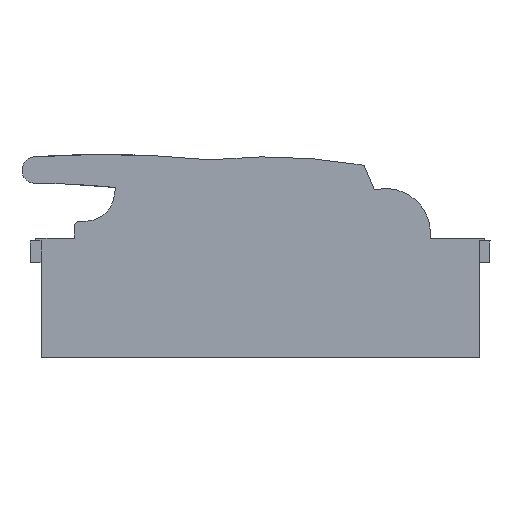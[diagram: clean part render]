
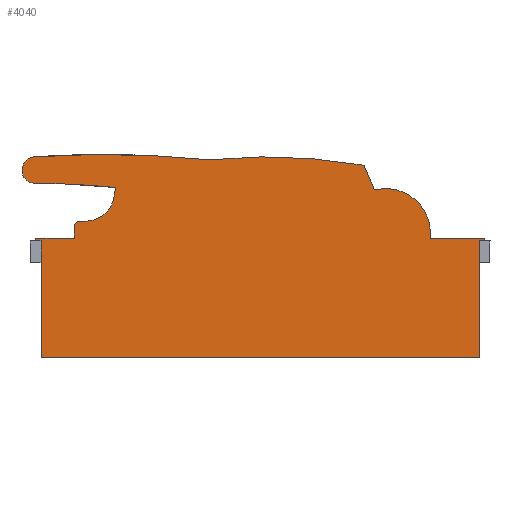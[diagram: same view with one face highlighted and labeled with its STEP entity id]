
A CAD part, left-side view. The second image highlights one B-rep face of the part: STEP entity #4040.
In plain terms, the highlighted planar face has unit normal (-1, 0, 0).
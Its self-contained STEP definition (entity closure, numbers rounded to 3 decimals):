
#478=DIRECTION('',(0.,-1.,0.));
#479=VECTOR('',#478,27.476);
#480=CARTESIAN_POINT('',(-1470.455,170.937,179.614));
#481=LINE('',#480,#479);
#482=DIRECTION('',(0.,-0.009,1.));
#483=VECTOR('',#482,8.204);
#484=CARTESIAN_POINT('',(-1470.455,143.461,179.614));
#485=LINE('',#484,#483);
#486=CARTESIAN_POINT('',(-1470.455,139.389,187.782));
#487=DIRECTION('',(1.,0.,0.));
#488=DIRECTION('',(0.,1.,0.009));
#489=AXIS2_PLACEMENT_3D('',#486,#487,#488);
#491=DIRECTION('',(0.,-1.,-0.009));
#492=VECTOR('',#491,4.001);
#493=CARTESIAN_POINT('',(-1470.455,139.355,191.782));
#494=LINE('',#493,#492);
#495=CARTESIAN_POINT('',(-1470.455,135.179,211.745));
#496=DIRECTION('',(-1.,0.,0.));
#497=DIRECTION('',(0.,0.009,-1.));
#498=AXIS2_PLACEMENT_3D('',#495,#496,#497);
#500=DIRECTION('',(0.,-0.182,0.983));
#501=VECTOR('',#500,7.711);
#502=CARTESIAN_POINT('',(-1470.455,115.515,208.101));
#503=LINE('',#502,#501);
#504=CARTESIAN_POINT('',(-1470.455,170.306,-328.786));
#505=DIRECTION('',(-1.,0.,0.));
#506=DIRECTION('',(0.,-0.103,0.995));
#507=AXIS2_PLACEMENT_3D('',#504,#505,#506);
#509=CARTESIAN_POINT('',(-1470.455,171.304,228.072));
#510=DIRECTION('',(1.,0.,0.));
#511=DIRECTION('',(0.,-0.005,-1.));
#512=AXIS2_PLACEMENT_3D('',#509,#510,#511);
#514=CARTESIAN_POINT('',(-1470.455,122.228,-510.826));
#515=DIRECTION('',(1.,0.,0.));
#516=DIRECTION('',(0.,0.066,0.998));
#517=AXIS2_PLACEMENT_3D('',#514,#515,#516);
#519=CARTESIAN_POINT('',(-1470.455,6.335,-162.581));
#520=DIRECTION('',(1.,0.,0.));
#521=DIRECTION('',(0.,0.102,0.995));
#522=AXIS2_PLACEMENT_3D('',#519,#520,#521);
#524=DIRECTION('',(0.,-0.388,-0.922));
#525=VECTOR('',#524,18.855);
#526=CARTESIAN_POINT('',(-1470.456,-62.765,231.499));
#527=LINE('',#526,#525);
#528=DIRECTION('',(0.,-0.966,-0.257));
#529=VECTOR('',#528,0.755);
#530=CARTESIAN_POINT('',(-1470.456,-70.087,214.124));
#531=LINE('',#530,#529);
#532=CARTESIAN_POINT('',(-1470.456,-78.379,183.238));
#533=DIRECTION('',(1.,0.,0.));
#534=DIRECTION('',(0.,0.239,0.971));
#535=AXIS2_PLACEMENT_3D('',#532,#533,#534);
#537=DIRECTION('',(0.,-1.,0.));
#538=VECTOR('',#537,38.64);
#539=CARTESIAN_POINT('',(-1470.456,-109.78,179.614));
#540=LINE('',#539,#538);
#541=DIRECTION('',(0.,0.,-1.));
#542=VECTOR('',#541,2.);
#543=CARTESIAN_POINT('',(-1470.456,-148.42,179.614));
#544=LINE('',#543,#542);
#545=DIRECTION('',(0.,1.,0.));
#546=VECTOR('',#545,3.678);
#547=CARTESIAN_POINT('',(-1470.456,-148.42,177.614));
#548=LINE('',#547,#546);
#549=DIRECTION('',(0.,0.,-1.));
#550=VECTOR('',#549,83.);
#551=CARTESIAN_POINT('',(-1470.456,-144.742,177.614));
#552=LINE('',#551,#550);
#553=DIRECTION('',(0.,1.,0.));
#554=VECTOR('',#553,312.);
#555=CARTESIAN_POINT('',(-1470.456,-144.742,94.614));
#556=LINE('',#555,#554);
#557=DIRECTION('',(0.,0.,1.));
#558=VECTOR('',#557,83.);
#559=CARTESIAN_POINT('',(-1470.455,167.258,94.614));
#560=LINE('',#559,#558);
#561=DIRECTION('',(0.,1.,0.));
#562=VECTOR('',#561,3.679);
#563=CARTESIAN_POINT('',(-1470.455,167.258,177.614));
#564=LINE('',#563,#562);
#565=DIRECTION('',(0.,0.,1.));
#566=VECTOR('',#565,2.);
#567=CARTESIAN_POINT('',(-1470.455,170.937,177.614));
#568=LINE('',#567,#566);
#3309=CARTESIAN_POINT('',(-1470.455,171.253,218.574));
#3310=CARTESIAN_POINT('',(-1470.455,171.934,237.55));
#3311=VERTEX_POINT('',#3309);
#3312=VERTEX_POINT('',#3310);
#3313=CARTESIAN_POINT('',(-1470.456,-70.816,
213.93));
#3314=CARTESIAN_POINT('',(-1470.456,-109.78,
179.614));
#3315=VERTEX_POINT('',#3313);
#3316=VERTEX_POINT('',#3314);
#3317=CARTESIAN_POINT('',(-1470.455,170.937,179.614));
#3318=CARTESIAN_POINT('',(-1470.455,143.461,179.614));
#3319=VERTEX_POINT('',#3317);
#3320=VERTEX_POINT('',#3318);
#3321=CARTESIAN_POINT('',(-1470.455,143.389,187.817));
#3322=VERTEX_POINT('',#3321);
#3323=CARTESIAN_POINT('',(-1470.455,139.355,191.782));
#3324=VERTEX_POINT('',#3323);
#3325=CARTESIAN_POINT('',(-1470.455,135.354,191.747));
#3326=VERTEX_POINT('',#3325);
#3327=CARTESIAN_POINT('',(-1470.455,115.515,208.101));
#3328=VERTEX_POINT('',#3327);
#3329=CARTESIAN_POINT('',(-1470.455,114.11,215.682));
#3330=VERTEX_POINT('',#3329);
#3331=CARTESIAN_POINT('',(-1470.455,47.116,235.428));
#3332=VERTEX_POINT('',#3331);
#3333=CARTESIAN_POINT('',(-1470.455,-62.765,
231.499));
#3334=VERTEX_POINT('',#3333);
#3335=CARTESIAN_POINT('',(-1470.456,-70.087,
214.124));
#3336=VERTEX_POINT('',#3335);
#3337=CARTESIAN_POINT('',(-1470.456,-148.42,
179.614));
#3338=VERTEX_POINT('',#3337);
#3339=CARTESIAN_POINT('',(-1470.456,-148.42,
177.614));
#3340=VERTEX_POINT('',#3339);
#3341=CARTESIAN_POINT('',(-1470.455,170.937,177.614));
#3342=VERTEX_POINT('',#3341);
#3367=CARTESIAN_POINT('',(-1470.456,-144.742,
177.614));
#3368=VERTEX_POINT('',#3367);
#3397=CARTESIAN_POINT('',(-1470.455,167.258,177.614));
#3398=VERTEX_POINT('',#3397);
#3417=CARTESIAN_POINT('',(-1470.456,-144.742,
94.614));
#3418=CARTESIAN_POINT('',(-1470.455,167.258,94.614));
#3419=VERTEX_POINT('',#3417);
#3420=VERTEX_POINT('',#3418);
#4010=CARTESIAN_POINT('',(-1470.455,11.016,1.614));
#4011=DIRECTION('',(-1.,0.,0.));
#4012=DIRECTION('',(0.,-1.,0.));
#4013=AXIS2_PLACEMENT_3D('',#4010,#4011,#4012);
#4014=PLANE('',#4013);
#4015=ORIENTED_EDGE('',*,*,#3703,.T.);
#4016=ORIENTED_EDGE('',*,*,#3718,.T.);
#4017=ORIENTED_EDGE('',*,*,#3733,.T.);
#4018=ORIENTED_EDGE('',*,*,#3748,.T.);
#4019=ORIENTED_EDGE('',*,*,#3763,.T.);
#4020=ORIENTED_EDGE('',*,*,#3782,.T.);
#4022=ORIENTED_EDGE('',*,*,#4021,.T.);
#4024=ORIENTED_EDGE('',*,*,#4023,.T.);
#4025=ORIENTED_EDGE('',*,*,#3801,.T.);
#4026=ORIENTED_EDGE('',*,*,#3826,.T.);
#4027=ORIENTED_EDGE('',*,*,#3841,.T.);
#4028=ORIENTED_EDGE('',*,*,#3856,.T.);
#4029=ORIENTED_EDGE('',*,*,#3871,.T.);
#4030=ORIENTED_EDGE('',*,*,#3886,.T.);
#4031=ORIENTED_EDGE('',*,*,#3905,.T.);
#4032=ORIENTED_EDGE('',*,*,#4003,.T.);
#4033=ORIENTED_EDGE('',*,*,#3448,.T.);
#4034=ORIENTED_EDGE('',*,*,#3541,.T.);
#4035=ORIENTED_EDGE('',*,*,#3580,.T.);
#4036=ORIENTED_EDGE('',*,*,#3673,.T.);
#4037=ORIENTED_EDGE('',*,*,#3688,.T.);
#4038=EDGE_LOOP('',(#4015,#4016,#4017,#4018,#4019,#4020,#4022,#4024,#4025,#4026,
#4027,#4028,#4029,#4030,#4031,#4032,#4033,#4034,#4035,#4036,#4037));
#4039=FACE_OUTER_BOUND('',#4038,.F.);
#4040=ADVANCED_FACE('',(#4039),#4014,.T.);
#490=CIRCLE('',#489,4.);
#499=CIRCLE('',#498,19.999);
#508=CIRCLE('',#507,547.36);
#513=CIRCLE('',#512,9.498);
#518=CIRCLE('',#517,750.025);
#523=CIRCLE('',#522,400.093);
#536=CIRCLE('',#535,31.609);
#3448=EDGE_CURVE('',#3368,#3419,#552,.T.);
#3541=EDGE_CURVE('',#3419,#3420,#556,.T.);
#3580=EDGE_CURVE('',#3420,#3398,#560,.T.);
#3673=EDGE_CURVE('',#3398,#3342,#564,.T.);
#3688=EDGE_CURVE('',#3342,#3319,#568,.T.);
#3703=EDGE_CURVE('',#3319,#3320,#481,.T.);
#3718=EDGE_CURVE('',#3320,#3322,#485,.T.);
#3733=EDGE_CURVE('',#3322,#3324,#490,.T.);
#3748=EDGE_CURVE('',#3324,#3326,#494,.T.);
#3763=EDGE_CURVE('',#3326,#3328,#499,.T.);
#3782=EDGE_CURVE('',#3328,#3330,#503,.T.);
#3801=EDGE_CURVE('',#3312,#3332,#518,.T.);
#3826=EDGE_CURVE('',#3332,#3334,#523,.T.);
#3841=EDGE_CURVE('',#3334,#3336,#527,.T.);
#3856=EDGE_CURVE('',#3336,#3315,#531,.T.);
#3871=EDGE_CURVE('',#3315,#3316,#536,.T.);
#3886=EDGE_CURVE('',#3316,#3338,#540,.T.);
#3905=EDGE_CURVE('',#3338,#3340,#544,.T.);
#4003=EDGE_CURVE('',#3340,#3368,#548,.T.);
#4021=EDGE_CURVE('',#3330,#3311,#508,.T.);
#4023=EDGE_CURVE('',#3311,#3312,#513,.T.);
